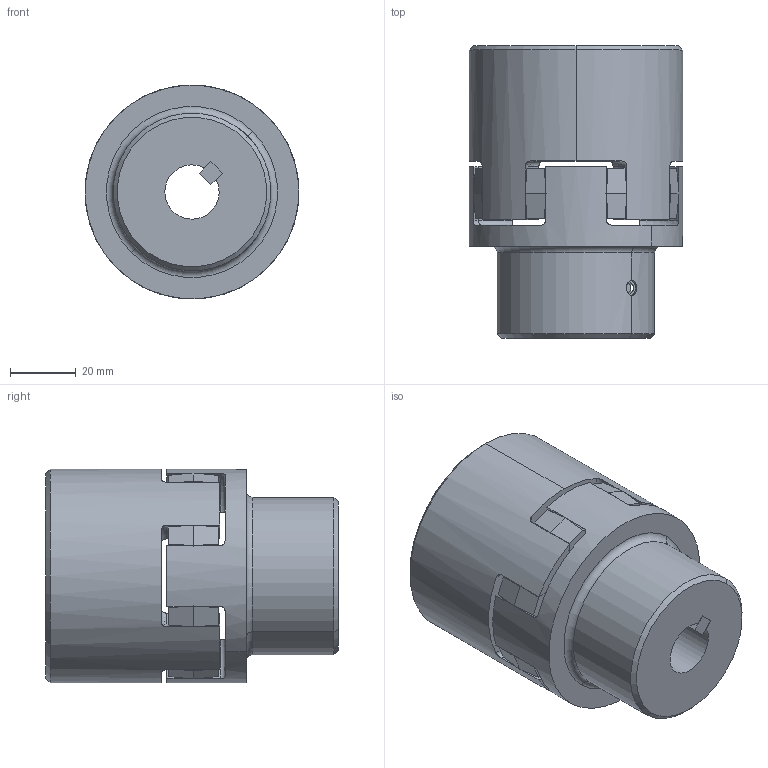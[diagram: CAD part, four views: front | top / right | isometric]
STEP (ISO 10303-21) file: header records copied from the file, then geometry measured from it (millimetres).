
FILE_DESCRIPTION (( 'STEP AP214' ), '1' );
FILE_NAME ('8225.STEP', '2013-03-08T22:19:04', ( '' ), ( '' ), 'SwSTEP 2.0', 'SolidWorks 2013', '' );
FILE_SCHEMA (( 'AUTOMOTIVE_DESIGN' ));
Length unit declared in the file: millimetre
Products named in the file (1): 8225
Bounding box: 65.02 x 88.9 x 65.02 mm (x, y, z)
Surface area: 42767.3 mm2 (no closed solid volume)
Topology: 0 solids, 5 shells, 162 faces, 535 edges, 364 vertices
Faces by surface type: plane 65, cylinder 39, cone 36, torus 22
Entity records: 8254 total; most frequent: CARTESIAN_POINT 1858, DIRECTION 971, ORIENTED_EDGE 882, EDGE_CURVE 535, AXIS2_PLACEMENT_3D 381, VERTEX_POINT 364, CIRCLE 218, VECTOR 209
